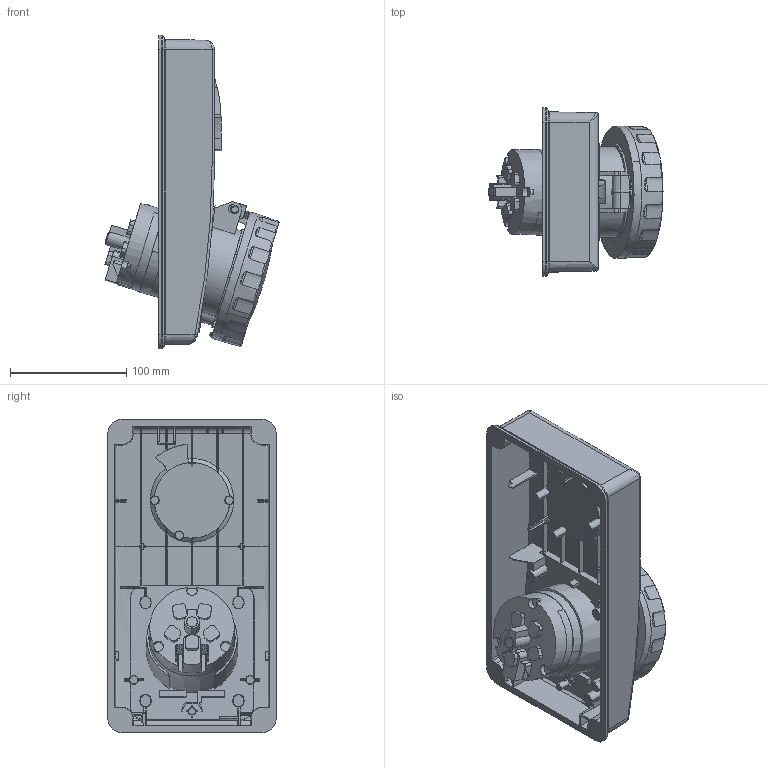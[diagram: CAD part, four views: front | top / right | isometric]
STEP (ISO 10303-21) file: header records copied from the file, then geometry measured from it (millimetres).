
FILE_DESCRIPTION((''),'2;1');
FILE_NAME('GW67364N_SW0002','2020-09-16T13:10:00',('User'),('Technoprobe spa'),'CREO PARAMETRIC BY PTC INC, 2020074','CREO PARAMETRIC BY PTC INC, 2020074','');
FILE_SCHEMA(('CONFIG_CONTROL_DESIGN'));
Length unit declared in the file: millimetre
Products named in the file (1): GW67364N_SW0002
Bounding box: 149.8 x 145 x 270 mm (x, y, z)
Volume: 1010954.2 mm3; surface area: 222501.3 mm2
Topology: 1 solids, 1 shells, 808 faces, 2309 edges, 1515 vertices
Faces by surface type: plane 455, cylinder 147, cone 90, bspline 79, torus 31, sphere 6
Entity records: 32435 total; most frequent: CARTESIAN_POINT 12375, ORIENTED_EDGE 4594, DIRECTION 3620, EDGE_CURVE 2297, VERTEX_POINT 1515, AXIS2_PLACEMENT_3D 1207, VECTOR 1206, LINE 1206
